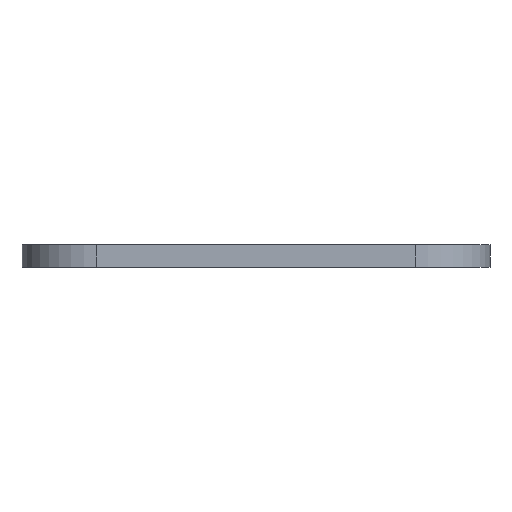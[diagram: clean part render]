
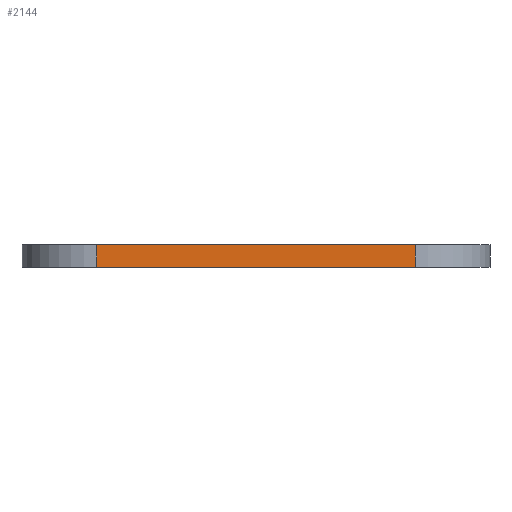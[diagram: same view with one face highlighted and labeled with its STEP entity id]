
A CAD part, left-side view. The second image highlights one B-rep face of the part: STEP entity #2144.
In plain terms, the highlighted planar face has unit normal (-1, 0, 0).
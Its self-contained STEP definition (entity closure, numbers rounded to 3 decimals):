
#80=PLANE('',#2392);
#178=FACE_OUTER_BOUND('',#313,.T.);
#313=EDGE_LOOP('',(#1902,#1903,#1904,#1905));
#348=LINE('',#3134,#539);
#392=LINE('',#3329,#583);
#508=LINE('',#3672,#699);
#509=LINE('',#3674,#700);
#539=VECTOR('',#2472,10.);
#583=VECTOR('',#2632,10.);
#699=VECTOR('',#3010,10.);
#700=VECTOR('',#3013,10.);
#862=VERTEX_POINT('',#3131);
#863=VERTEX_POINT('',#3133);
#955=VERTEX_POINT('',#3326);
#956=VERTEX_POINT('',#3328);
#1075=EDGE_CURVE('',#862,#863,#348,.T.);
#1173=EDGE_CURVE('',#955,#956,#392,.T.);
#1348=EDGE_CURVE('',#863,#955,#508,.T.);
#1349=EDGE_CURVE('',#956,#862,#509,.T.);
#1902=ORIENTED_EDGE('',*,*,#1348,.F.);
#1903=ORIENTED_EDGE('',*,*,#1075,.F.);
#1904=ORIENTED_EDGE('',*,*,#1349,.F.);
#1905=ORIENTED_EDGE('',*,*,#1173,.F.);
#2144=ADVANCED_FACE('',(#178),#80,.T.);
#2392=AXIS2_PLACEMENT_3D('',#3673,#3011,#3012);
#2472=DIRECTION('',(0.,1.,0.));
#2632=DIRECTION('',(0.,-1.,0.));
#3010=DIRECTION('',(0.,0.,1.));
#3011=DIRECTION('center_axis',(-1.,0.,0.));
#3012=DIRECTION('ref_axis',(0.,-1.,0.));
#3013=DIRECTION('',(0.,0.,-1.));
#3131=CARTESIAN_POINT('',(0.,-210.,0.));
#3133=CARTESIAN_POINT('',(0.,-40.,0.));
#3134=CARTESIAN_POINT('',(0.,-250.,0.));
#3326=CARTESIAN_POINT('',(0.,-40.,12.));
#3328=CARTESIAN_POINT('',(0.,-210.,12.));
#3329=CARTESIAN_POINT('',(0.,-250.,12.));
#3672=CARTESIAN_POINT('',(0.,-40.,0.));
#3673=CARTESIAN_POINT('Origin',(0.,0.,0.));
#3674=CARTESIAN_POINT('',(0.,-210.,0.));
